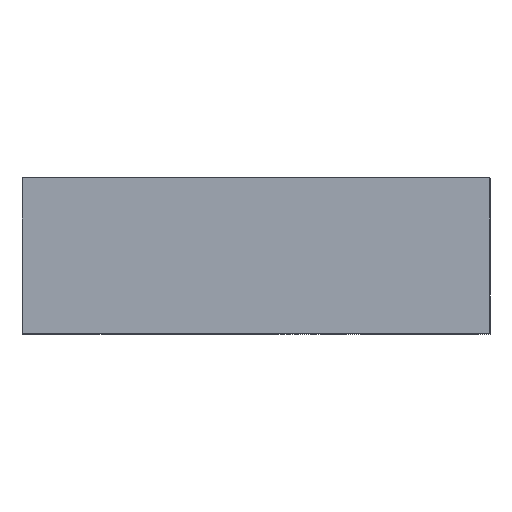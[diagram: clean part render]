
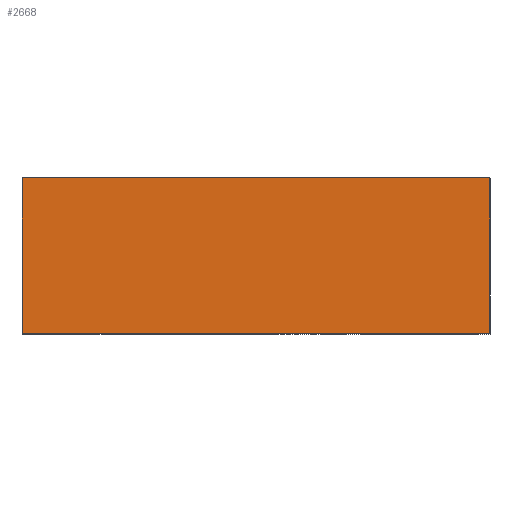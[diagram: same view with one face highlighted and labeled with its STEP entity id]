
A CAD part, top view. The second image highlights one B-rep face of the part: STEP entity #2668.
In plain terms, the highlighted planar face has unit normal (0, 0, 1).
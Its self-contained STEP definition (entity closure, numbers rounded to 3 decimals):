
#305=ORIENTED_EDGE('',*,*,#789,.T.);
#306=ORIENTED_EDGE('',*,*,#822,.F.);
#307=ORIENTED_EDGE('',*,*,#719,.F.);
#308=ORIENTED_EDGE('',*,*,#712,.T.);
#712=EDGE_CURVE('',#984,#983,#1167,.T.);
#719=EDGE_CURVE('',#984,#989,#1174,.T.);
#789=EDGE_CURVE('',#983,#1058,#1231,.T.);
#822=EDGE_CURVE('',#989,#1058,#1264,.T.);
#983=VERTEX_POINT('',#3334);
#984=VERTEX_POINT('',#3336);
#989=VERTEX_POINT('',#3349);
#1058=VERTEX_POINT('',#3675);
#1167=LINE('',#3335,#1358);
#1174=LINE('',#3348,#1365);
#1231=LINE('',#3676,#1422);
#1264=LINE('',#3736,#1455);
#1358=VECTOR('',#2936,1000.);
#1365=VECTOR('',#2945,1000.);
#1422=VECTOR('',#3004,1000.);
#1455=VECTOR('',#3049,1000.);
#1564=EDGE_LOOP('',(#305,#306,#307,#308));
#1691=FACE_BOUND('',#1564,.T.);
#1800=PLANE('',#2796);
#2668=ADVANCED_FACE('',(#1691),#1800,.F.);
#2796=AXIS2_PLACEMENT_3D('',#3737,#3050,#3051);
#2936=DIRECTION('',(0.,1.,0.));
#2945=DIRECTION('',(-1.,0.,0.));
#3004=DIRECTION('',(-1.,0.,0.));
#3049=DIRECTION('',(0.,1.,0.));
#3050=DIRECTION('',(0.,0.,-1.));
#3051=DIRECTION('',(-1.,0.,0.));
#3334=CARTESIAN_POINT('',(9.,3.,5.75));
#3335=CARTESIAN_POINT('',(9.,-3.,5.75));
#3336=CARTESIAN_POINT('',(9.,-3.,5.75));
#3348=CARTESIAN_POINT('',(9.,-3.,5.75));
#3349=CARTESIAN_POINT('',(-9.,-3.,5.75));
#3675=CARTESIAN_POINT('',(-9.,3.,5.75));
#3676=CARTESIAN_POINT('',(9.,3.,5.75));
#3736=CARTESIAN_POINT('',(-9.,-3.,5.75));
#3737=CARTESIAN_POINT('',(9.,-3.,5.75));
